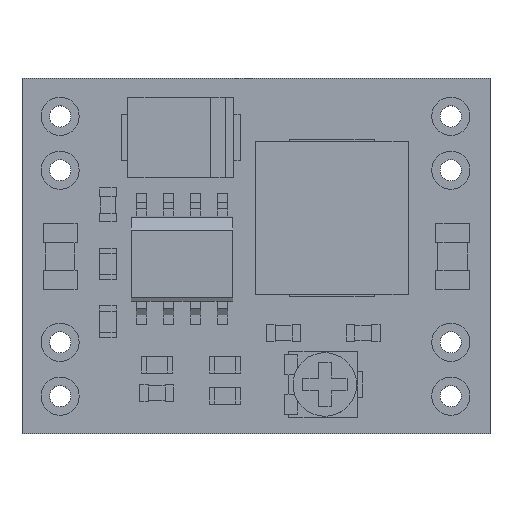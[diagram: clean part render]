
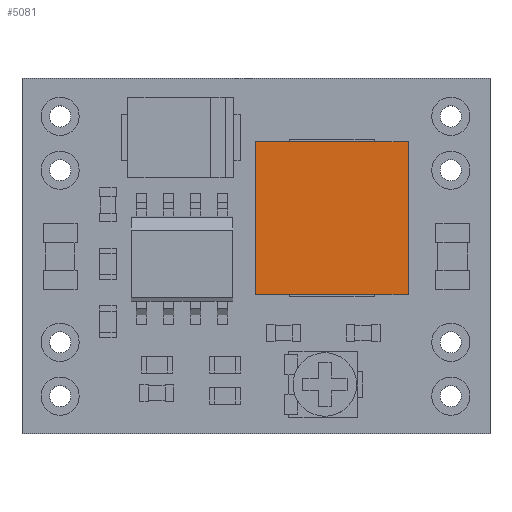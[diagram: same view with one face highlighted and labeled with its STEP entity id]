
A CAD part, top view. The second image highlights one B-rep face of the part: STEP entity #5081.
In plain terms, the highlighted planar face has unit normal (0, 0, 1).
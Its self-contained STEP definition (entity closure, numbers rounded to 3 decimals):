
#4424 = PLANE('',#4425);
#4425 = AXIS2_PLACEMENT_3D('',#4426,#4427,#4428);
#4426 = CARTESIAN_POINT('',(11.03,13.78,0.));
#4427 = DIRECTION('',(0.,1.,0.));
#4428 = DIRECTION('',(0.,0.,1.));
#4556 = PLANE('',#4557);
#4557 = AXIS2_PLACEMENT_3D('',#4558,#4559,#4560);
#4558 = CARTESIAN_POINT('',(11.03,6.58,0.));
#4559 = DIRECTION('',(1.,0.,0.));
#4560 = DIRECTION('',(0.,0.,1.));
#4584 = PLANE('',#4585);
#4585 = AXIS2_PLACEMENT_3D('',#4586,#4587,#4588);
#4586 = CARTESIAN_POINT('',(11.03,6.58,0.));
#4587 = DIRECTION('',(0.,1.,0.));
#4588 = DIRECTION('',(0.,0.,1.));
#4663 = PLANE('',#4664);
#4664 = AXIS2_PLACEMENT_3D('',#4665,#4666,#4667);
#4665 = CARTESIAN_POINT('',(18.23,6.58,0.));
#4666 = DIRECTION('',(1.,0.,0.));
#4667 = DIRECTION('',(0.,0.,1.));
#4723 = VERTEX_POINT('',#4724);
#4724 = CARTESIAN_POINT('',(11.03,13.78,3.));
#4745 = EDGE_CURVE('',#4723,#4746,#4748,.T.);
#4746 = VERTEX_POINT('',#4747);
#4747 = CARTESIAN_POINT('',(18.23,13.78,3.));
#4748 = SURFACE_CURVE('',#4749,(#4753,#4760),.PCURVE_S1.);
#4749 = LINE('',#4750,#4751);
#4750 = CARTESIAN_POINT('',(11.03,13.78,3.));
#4751 = VECTOR('',#4752,1.);
#4752 = DIRECTION('',(1.,0.,0.));
#4753 = PCURVE('',#4424,#4754);
#4754 = DEFINITIONAL_REPRESENTATION('',(#4755),#4759);
#4755 = LINE('',#4756,#4757);
#4756 = CARTESIAN_POINT('',(3.,0.));
#4757 = VECTOR('',#4758,1.);
#4758 = DIRECTION('',(0.,1.));
#4759 = ( GEOMETRIC_REPRESENTATION_CONTEXT(2) 
PARAMETRIC_REPRESENTATION_CONTEXT() REPRESENTATION_CONTEXT('2D SPACE',''
  ) );
#4760 = PCURVE('',#4761,#4766);
#4761 = PLANE('',#4762);
#4762 = AXIS2_PLACEMENT_3D('',#4763,#4764,#4765);
#4763 = CARTESIAN_POINT('',(11.03,6.58,3.));
#4764 = DIRECTION('',(0.,0.,1.));
#4765 = DIRECTION('',(1.,0.,0.));
#4766 = DEFINITIONAL_REPRESENTATION('',(#4767),#4771);
#4767 = LINE('',#4768,#4769);
#4768 = CARTESIAN_POINT('',(0.,7.2));
#4769 = VECTOR('',#4770,1.);
#4770 = DIRECTION('',(1.,0.));
#4771 = ( GEOMETRIC_REPRESENTATION_CONTEXT(2) 
PARAMETRIC_REPRESENTATION_CONTEXT() REPRESENTATION_CONTEXT('2D SPACE',''
  ) );
#4802 = VERTEX_POINT('',#4803);
#4803 = CARTESIAN_POINT('',(11.03,6.58,3.));
#4826 = EDGE_CURVE('',#4802,#4723,#4827,.T.);
#4827 = SURFACE_CURVE('',#4828,(#4832,#4839),.PCURVE_S1.);
#4828 = LINE('',#4829,#4830);
#4829 = CARTESIAN_POINT('',(11.03,6.58,3.));
#4830 = VECTOR('',#4831,1.);
#4831 = DIRECTION('',(0.,1.,0.));
#4832 = PCURVE('',#4556,#4833);
#4833 = DEFINITIONAL_REPRESENTATION('',(#4834),#4838);
#4834 = LINE('',#4835,#4836);
#4835 = CARTESIAN_POINT('',(3.,0.));
#4836 = VECTOR('',#4837,1.);
#4837 = DIRECTION('',(0.,-1.));
#4838 = ( GEOMETRIC_REPRESENTATION_CONTEXT(2) 
PARAMETRIC_REPRESENTATION_CONTEXT() REPRESENTATION_CONTEXT('2D SPACE',''
  ) );
#4839 = PCURVE('',#4761,#4840);
#4840 = DEFINITIONAL_REPRESENTATION('',(#4841),#4845);
#4841 = LINE('',#4842,#4843);
#4842 = CARTESIAN_POINT('',(0.,0.));
#4843 = VECTOR('',#4844,1.);
#4844 = DIRECTION('',(0.,1.));
#4845 = ( GEOMETRIC_REPRESENTATION_CONTEXT(2) 
PARAMETRIC_REPRESENTATION_CONTEXT() REPRESENTATION_CONTEXT('2D SPACE',''
  ) );
#4852 = EDGE_CURVE('',#4802,#4853,#4855,.T.);
#4853 = VERTEX_POINT('',#4854);
#4854 = CARTESIAN_POINT('',(18.23,6.58,3.));
#4855 = SURFACE_CURVE('',#4856,(#4860,#4867),.PCURVE_S1.);
#4856 = LINE('',#4857,#4858);
#4857 = CARTESIAN_POINT('',(11.03,6.58,3.));
#4858 = VECTOR('',#4859,1.);
#4859 = DIRECTION('',(1.,0.,0.));
#4860 = PCURVE('',#4584,#4861);
#4861 = DEFINITIONAL_REPRESENTATION('',(#4862),#4866);
#4862 = LINE('',#4863,#4864);
#4863 = CARTESIAN_POINT('',(3.,0.));
#4864 = VECTOR('',#4865,1.);
#4865 = DIRECTION('',(0.,1.));
#4866 = ( GEOMETRIC_REPRESENTATION_CONTEXT(2) 
PARAMETRIC_REPRESENTATION_CONTEXT() REPRESENTATION_CONTEXT('2D SPACE',''
  ) );
#4867 = PCURVE('',#4761,#4868);
#4868 = DEFINITIONAL_REPRESENTATION('',(#4869),#4873);
#4869 = LINE('',#4870,#4871);
#4870 = CARTESIAN_POINT('',(0.,0.));
#4871 = VECTOR('',#4872,1.);
#4872 = DIRECTION('',(1.,0.));
#4873 = ( GEOMETRIC_REPRESENTATION_CONTEXT(2) 
PARAMETRIC_REPRESENTATION_CONTEXT() REPRESENTATION_CONTEXT('2D SPACE',''
  ) );
#5061 = EDGE_CURVE('',#4853,#4746,#5062,.T.);
#5062 = SURFACE_CURVE('',#5063,(#5067,#5074),.PCURVE_S1.);
#5063 = LINE('',#5064,#5065);
#5064 = CARTESIAN_POINT('',(18.23,6.58,3.));
#5065 = VECTOR('',#5066,1.);
#5066 = DIRECTION('',(0.,1.,0.));
#5067 = PCURVE('',#4663,#5068);
#5068 = DEFINITIONAL_REPRESENTATION('',(#5069),#5073);
#5069 = LINE('',#5070,#5071);
#5070 = CARTESIAN_POINT('',(3.,0.));
#5071 = VECTOR('',#5072,1.);
#5072 = DIRECTION('',(0.,-1.));
#5073 = ( GEOMETRIC_REPRESENTATION_CONTEXT(2) 
PARAMETRIC_REPRESENTATION_CONTEXT() REPRESENTATION_CONTEXT('2D SPACE',''
  ) );
#5074 = PCURVE('',#4761,#5075);
#5075 = DEFINITIONAL_REPRESENTATION('',(#5076),#5080);
#5076 = LINE('',#5077,#5078);
#5077 = CARTESIAN_POINT('',(7.2,0.));
#5078 = VECTOR('',#5079,1.);
#5079 = DIRECTION('',(0.,1.));
#5080 = ( GEOMETRIC_REPRESENTATION_CONTEXT(2) 
PARAMETRIC_REPRESENTATION_CONTEXT() REPRESENTATION_CONTEXT('2D SPACE',''
  ) );
#5081 = ADVANCED_FACE('',(#5082),#4761,.T.);
#5082 = FACE_BOUND('',#5083,.T.);
#5083 = EDGE_LOOP('',(#5084,#5085,#5086,#5087));
#5084 = ORIENTED_EDGE('',*,*,#4826,.F.);
#5085 = ORIENTED_EDGE('',*,*,#4852,.T.);
#5086 = ORIENTED_EDGE('',*,*,#5061,.T.);
#5087 = ORIENTED_EDGE('',*,*,#4745,.F.);
